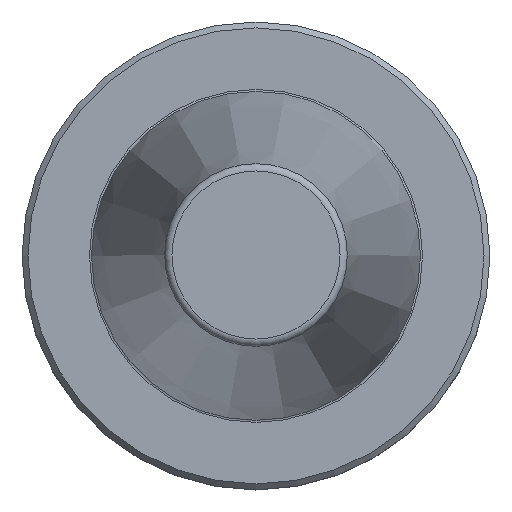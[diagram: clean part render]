
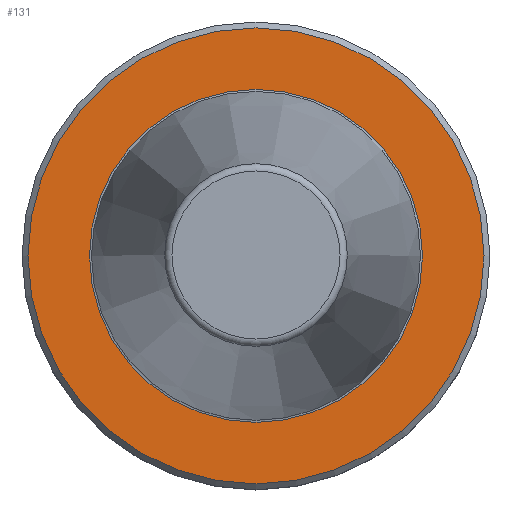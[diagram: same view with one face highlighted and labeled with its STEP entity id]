
A CAD part, top view. The second image highlights one B-rep face of the part: STEP entity #131.
In plain terms, the highlighted planar face has unit normal (0, 0, 1).
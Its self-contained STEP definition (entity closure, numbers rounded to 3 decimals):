
#110=PLANE('',#379);
#131=ADVANCED_FACE('',(#168,#169),#110,.T.);
#168=FACE_BOUND('',#214,.T.);
#169=FACE_BOUND('',#215,.T.);
#214=EDGE_LOOP('',(#260));
#215=EDGE_LOOP('',(#261));
#260=ORIENTED_EDGE('',*,*,#322,.T.);
#261=ORIENTED_EDGE('',*,*,#321,.F.);
#298=VERTEX_POINT('',#529);
#299=VERTEX_POINT('',#532);
#321=EDGE_CURVE('',#298,#298,#344,.T.);
#322=EDGE_CURVE('',#299,#299,#345,.T.);
#344=CIRCLE('',#376,22.6);
#345=CIRCLE('',#378,30.95);
#376=AXIS2_PLACEMENT_3D('',#528,#441,#442);
#378=AXIS2_PLACEMENT_3D('',#531,#445,#446);
#379=AXIS2_PLACEMENT_3D('',#533,#447,#448);
#441=DIRECTION('',(0.0,0.0,1.0));
#442=DIRECTION('',(1.0,0.0,0.0));
#445=DIRECTION('',(0.0,0.0,1.0));
#446=DIRECTION('',(1.0,0.0,0.0));
#447=DIRECTION('',(0.0,0.0,1.0));
#448=DIRECTION('',(1.0,0.0,0.0));
#528=CARTESIAN_POINT('',(0.0,0.0,-3.18));
#529=CARTESIAN_POINT('',(22.6,0.0,-3.18));
#531=CARTESIAN_POINT('',(0.0,0.0,-3.18));
#532=CARTESIAN_POINT('',(30.95,0.0,-3.18));
#533=CARTESIAN_POINT('',(0.0,22.6,-3.18));
